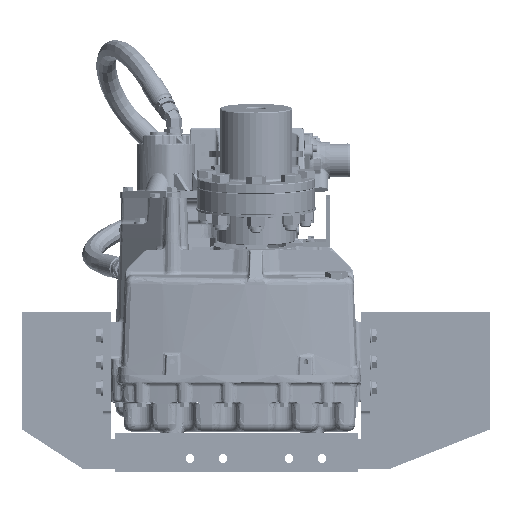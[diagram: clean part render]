
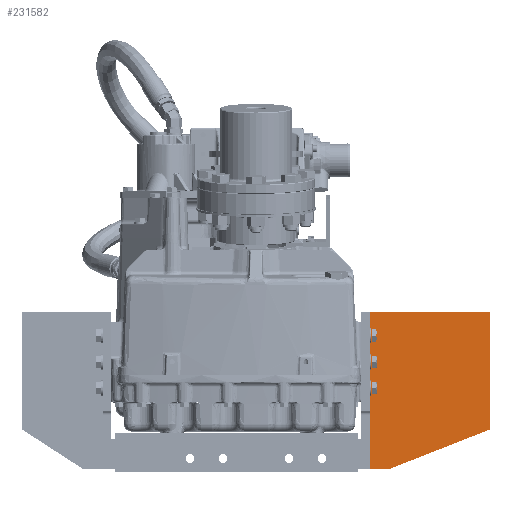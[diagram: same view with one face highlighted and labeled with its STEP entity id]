
A CAD part, front view. The second image highlights one B-rep face of the part: STEP entity #231582.
In plain terms, the highlighted planar face has unit normal (0, -1, 0).
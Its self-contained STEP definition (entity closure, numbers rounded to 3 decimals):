
#30834 = AXIS2_PLACEMENT_3D ( 'NONE', #34852, #34896, #34898 ) ;
#34852 = CARTESIAN_POINT ( 'NONE',  ( 219.075, -127., 231.762 ) ) ;
#34873 = PLANE ( 'NONE',  #30834 ) ;
#34896 = DIRECTION ( 'NONE',  ( 0., -1., 0. ) ) ;
#34898 = DIRECTION ( 'NONE',  ( 0., 0., -1. ) ) ;
#58053 = FACE_OUTER_BOUND ( 'NONE', #194511, .T. ) ;
#194511 = EDGE_LOOP ( 'NONE', ( #225166, #225173, #225178, #225184, #225192 ) ) ;
#201668 = EDGE_CURVE ( 'NONE', #248452, #248454, #337726, .T. ) ;
#201681 = EDGE_CURVE ( 'NONE', #248454, #248461, #337743, .T. ) ;
#201688 = EDGE_CURVE ( 'NONE', #248456, #248452, #337766, .T. ) ;
#201692 = EDGE_CURVE ( 'NONE', #248461, #248459, #337770, .T. ) ;
#201699 = EDGE_CURVE ( 'NONE', #248459, #248456, #337748, .T. ) ;
#209441 = CARTESIAN_POINT ( 'NONE',  ( 450.85, -127., 6.337 ) ) ;
#209446 = CARTESIAN_POINT ( 'NONE',  ( 450.85, -127., 231.762 ) ) ;
#209449 = CARTESIAN_POINT ( 'NONE',  ( 257.175, -127., -69.863 ) ) ;
#209455 = CARTESIAN_POINT ( 'NONE',  ( 219.075, -127., -69.863 ) ) ;
#209458 = CARTESIAN_POINT ( 'NONE',  ( 219.075, -127., 231.762 ) ) ;
#225166 = ORIENTED_EDGE ( 'NONE', *, *, #201699, .T. ) ;
#225173 = ORIENTED_EDGE ( 'NONE', *, *, #201688, .T. ) ;
#225178 = ORIENTED_EDGE ( 'NONE', *, *, #201668, .T. ) ;
#225184 = ORIENTED_EDGE ( 'NONE', *, *, #201681, .T. ) ;
#225192 = ORIENTED_EDGE ( 'NONE', *, *, #201692, .T. ) ;
#231582 = ADVANCED_FACE ( 'NONE', ( #58053 ), #34873, .T. ) ;
#248452 = VERTEX_POINT ( 'NONE', #209441 ) ;
#248454 = VERTEX_POINT ( 'NONE', #209446 ) ;
#248456 = VERTEX_POINT ( 'NONE', #209449 ) ;
#248459 = VERTEX_POINT ( 'NONE', #209455 ) ;
#248461 = VERTEX_POINT ( 'NONE', #209458 ) ;
#337726 = LINE ( 'NONE', #356526, #337742 ) ;
#337742 = VECTOR ( 'NONE', #356539, 1000. ) ;
#337743 = LINE ( 'NONE', #356559, #337759 ) ;
#337748 = LINE ( 'NONE', #356568, #337777 ) ;
#337759 = VECTOR ( 'NONE', #356573, 1000. ) ;
#337766 = LINE ( 'NONE', #356587, #337768 ) ;
#337768 = VECTOR ( 'NONE', #356589, 1000. ) ;
#337770 = LINE ( 'NONE', #356594, #337771 ) ;
#337771 = VECTOR ( 'NONE', #356597, 1000. ) ;
#337777 = VECTOR ( 'NONE', #356612, 1000. ) ;
#356526 = CARTESIAN_POINT ( 'NONE',  ( 450.85, -127., 119.05 ) ) ;
#356539 = DIRECTION ( 'NONE',  ( 0., 0., 1. ) ) ;
#356559 = CARTESIAN_POINT ( 'NONE',  ( 334.963, -127., 231.762 ) ) ;
#356568 = CARTESIAN_POINT ( 'NONE',  ( 334.963, -127., -69.863 ) ) ;
#356573 = DIRECTION ( 'NONE',  ( -1., 0., 0. ) ) ;
#356587 = CARTESIAN_POINT ( 'NONE',  ( 257.175, -127., -69.863 ) ) ;
#356589 = DIRECTION ( 'NONE',  ( 0.931, 0., 0.366 ) ) ;
#356594 = CARTESIAN_POINT ( 'NONE',  ( 219.075, -127., 80.95 ) ) ;
#356597 = DIRECTION ( 'NONE',  ( 0., 0., -1. ) ) ;
#356612 = DIRECTION ( 'NONE',  ( 1., 0., 0. ) ) ;
